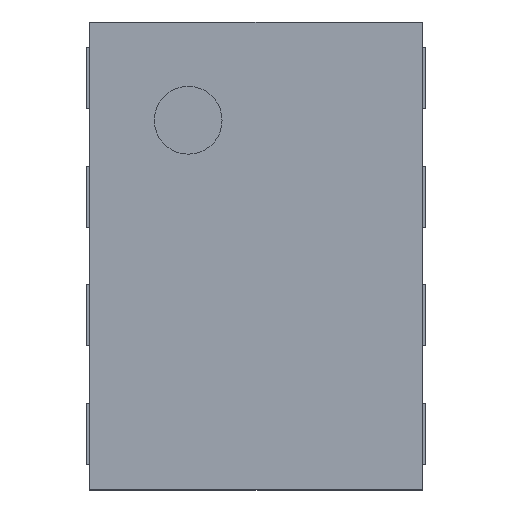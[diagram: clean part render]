
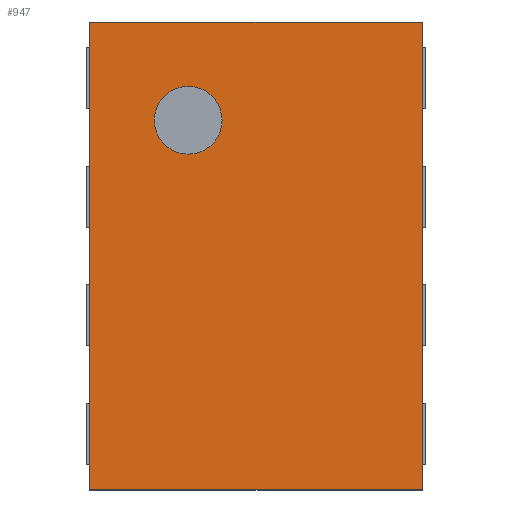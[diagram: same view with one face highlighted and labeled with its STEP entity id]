
A CAD part, top view. The second image highlights one B-rep face of the part: STEP entity #947.
In plain terms, the highlighted planar face has unit normal (0, 0, 1).
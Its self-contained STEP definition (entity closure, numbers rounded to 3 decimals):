
#13=DIRECTION('',(0.,0.,1.));
#148=VECTOR('',#149,1.);
#149=DIRECTION('',(0.,-1.,0.));
#155=VECTOR('',#156,1.);
#156=DIRECTION('',(1.,0.,0.));
#339=VERTEX_POINT('',#340);
#340=CARTESIAN_POINT('',(0.49,0.69,0.39));
#343=EDGE_CURVE('',#339,#344,#346,.T.);
#344=VERTEX_POINT('',#345);
#345=CARTESIAN_POINT('',(0.49,-0.69,0.39));
#346=LINE('',#340,#148);
#416=VERTEX_POINT('',#417);
#417=CARTESIAN_POINT('',(-0.49,0.69,0.39));
#420=ORIENTED_EDGE('',*,*,#421,.F.);
#421=EDGE_CURVE('',#416,#339,#422,.T.);
#422=LINE('',#417,#155);
#430=ORIENTED_EDGE('',*,*,#431,.T.);
#431=EDGE_CURVE('',#416,#432,#434,.T.);
#432=VERTEX_POINT('',#433);
#433=CARTESIAN_POINT('',(-0.49,-0.69,0.39));
#434=LINE('',#417,#148);
#943=EDGE_CURVE('',#432,#344,#944,.T.);
#944=LINE('',#433,#155);
#947=ADVANCED_FACE('',(#948,#952),#962,.T.);
#948=FACE_BOUND('',#949,.T.);
#949=EDGE_LOOP('',(#420,#430,#950,#951));
#950=ORIENTED_EDGE('',*,*,#943,.T.);
#951=ORIENTED_EDGE('',*,*,#343,.F.);
#952=FACE_BOUND('',#953,.T.);
#953=EDGE_LOOP('',(#954));
#954=ORIENTED_EDGE('',*,*,#955,.T.);
#955=EDGE_CURVE('',#956,#956,#958,.T.);
#956=VERTEX_POINT('',#957);
#957=CARTESIAN_POINT('',(-0.2,0.3,0.39));
#958=CIRCLE('',#959,0.1);
#959=AXIS2_PLACEMENT_3D('',#960,#961,#149);
#960=CARTESIAN_POINT('',(-0.2,0.4,0.39));
#961=DIRECTION('',(0.,-0.,-1.));
#962=PLANE('',#963);
#963=AXIS2_PLACEMENT_3D('',#417,#13,#149);
